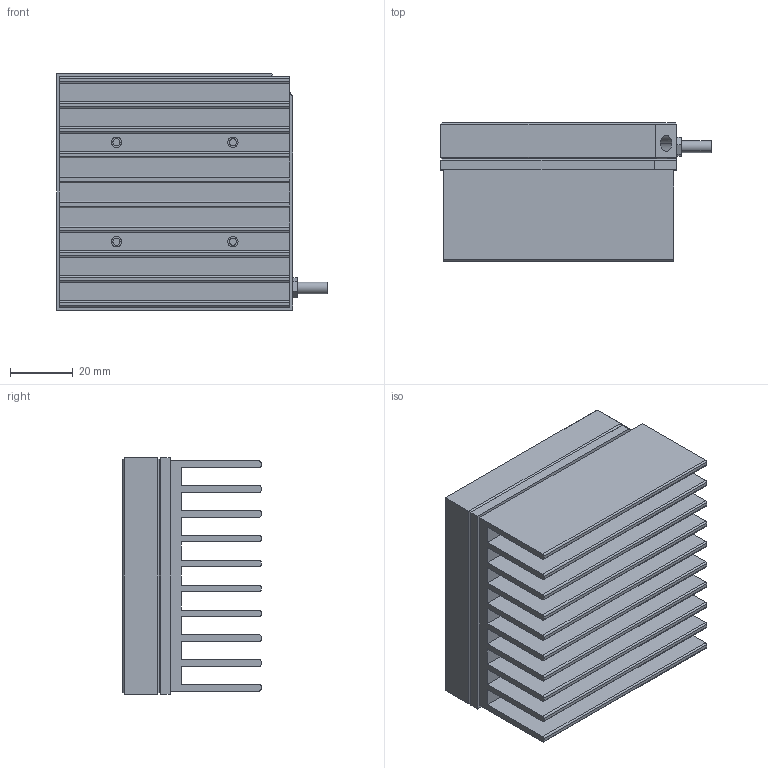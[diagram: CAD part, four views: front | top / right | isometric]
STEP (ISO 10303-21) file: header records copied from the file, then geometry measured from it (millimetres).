
FILE_DESCRIPTION (( 'STEP AP214' ), '1' );
FILE_NAME ('SK-9130 (QE50-H...).STEP', '2011-03-02T19:34:49', ( 'Ronald Vander Haeghe' ), ( 'Gentec-Electro-Optique Inc.' ), 'SwSTEP 2.0', 'SolidWorks 2008', '' );
FILE_SCHEMA (( 'AUTOMOTIVE_DESIGN' ));
Length unit declared in the file: millimetre
Products named in the file (1): SK-9130 (QE50-H...)
Bounding box: 86 x 43.9 x 75 mm (x, y, z)
Surface area: 65981.6 mm2 (no closed solid volume)
Topology: 0 solids, 6 shells, 129 faces, 393 edges, 271 vertices
Faces by surface type: plane 93, cylinder 34, cone 2
Entity records: 5857 total; most frequent: CARTESIAN_POINT 828, DIRECTION 757, ORIENTED_EDGE 696, EDGE_CURVE 393, VECTOR 281, LINE 281, VERTEX_POINT 271, AXIS2_PLACEMENT_3D 238
